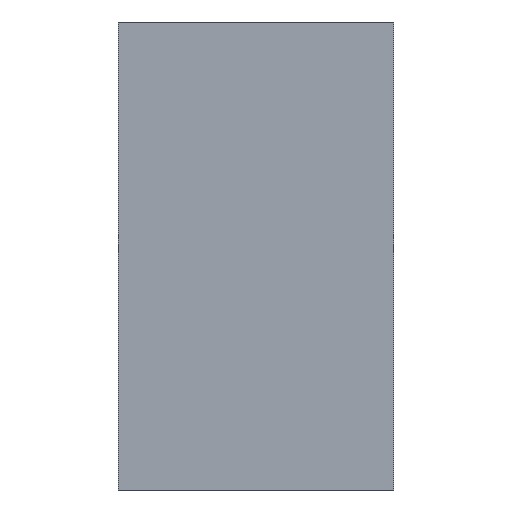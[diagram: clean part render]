
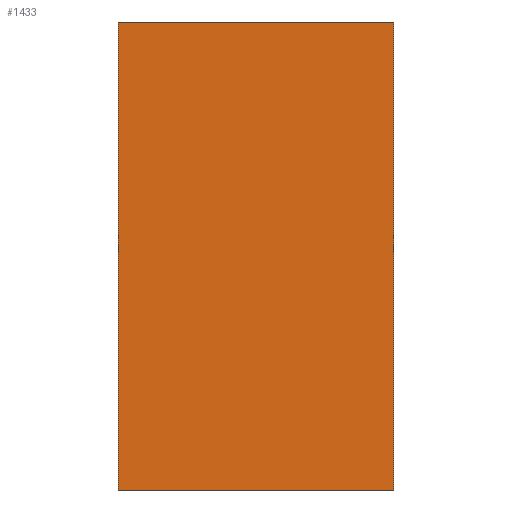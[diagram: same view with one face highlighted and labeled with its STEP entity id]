
A CAD part, front view. The second image highlights one B-rep face of the part: STEP entity #1433.
In plain terms, the highlighted planar face has unit normal (0, -1, 0).
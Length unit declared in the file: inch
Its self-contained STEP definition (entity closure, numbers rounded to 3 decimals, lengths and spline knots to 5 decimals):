
#67=PLANE('',#1595);
#145=FACE_OUTER_BOUND('',#223,.T.);
#223=EDGE_LOOP('',(#1253,#1254,#1255,#1256));
#361=LINE('',#2419,#501);
#365=LINE('',#2427,#505);
#368=LINE('',#2433,#508);
#371=LINE('',#2438,#511);
#501=VECTOR('',#2001,0.3937);
#505=VECTOR('',#2007,0.3937);
#508=VECTOR('',#2012,0.3937);
#511=VECTOR('',#2017,0.3937);
#705=VERTEX_POINT('',#2417);
#706=VERTEX_POINT('',#2418);
#709=VERTEX_POINT('',#2426);
#711=VERTEX_POINT('',#2432);
#905=EDGE_CURVE('',#705,#706,#361,.T.);
#909=EDGE_CURVE('',#706,#709,#365,.T.);
#912=EDGE_CURVE('',#709,#711,#368,.T.);
#915=EDGE_CURVE('',#711,#705,#371,.T.);
#1253=ORIENTED_EDGE('',*,*,#915,.T.);
#1254=ORIENTED_EDGE('',*,*,#905,.T.);
#1255=ORIENTED_EDGE('',*,*,#909,.T.);
#1256=ORIENTED_EDGE('',*,*,#912,.T.);
#1433=ADVANCED_FACE('',(#145),#67,.T.);
#1595=AXIS2_PLACEMENT_3D('',#2440,#2019,#2020);
#2001=DIRECTION('',(0.,0.,-1.));
#2007=DIRECTION('',(1.,0.,0.));
#2012=DIRECTION('',(0.,0.,1.));
#2017=DIRECTION('',(-1.,0.,0.));
#2019=DIRECTION('center_axis',(0.,-1.,0.));
#2020=DIRECTION('ref_axis',(0.,0.,-1.));
#2417=CARTESIAN_POINT('',(-2.5,0.,4.25));
#2418=CARTESIAN_POINT('',(-2.5,0.,-4.25));
#2419=CARTESIAN_POINT('',(-2.5,0.,4.25));
#2426=CARTESIAN_POINT('',(2.5,0.,-4.25));
#2427=CARTESIAN_POINT('',(-2.5,0.,-4.25));
#2432=CARTESIAN_POINT('',(2.5,0.,4.25));
#2433=CARTESIAN_POINT('',(2.5,0.,-4.25));
#2438=CARTESIAN_POINT('',(2.5,0.,4.25));
#2440=CARTESIAN_POINT('Origin',(0.,0.,0.));
